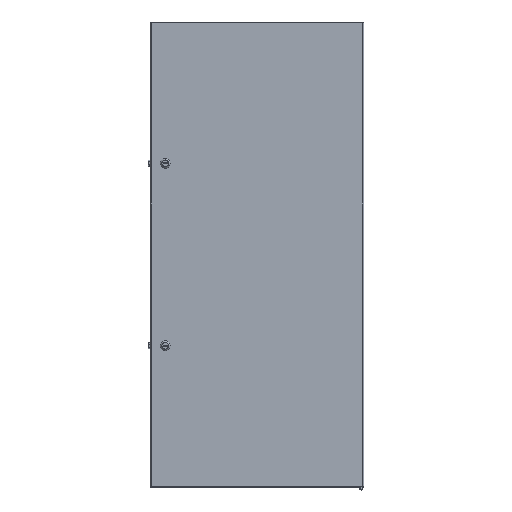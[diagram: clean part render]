
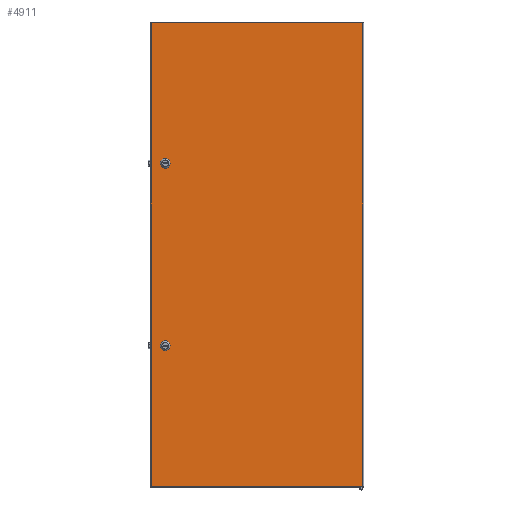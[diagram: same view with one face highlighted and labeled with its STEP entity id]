
A CAD part, top view. The second image highlights one B-rep face of the part: STEP entity #4911.
In plain terms, the highlighted planar face has unit normal (0, 0, 1).
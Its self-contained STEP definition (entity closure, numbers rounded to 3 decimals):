
#175 = CARTESIAN_POINT ( 'NONE',  ( -212.407, -222.68, 9.598 ) ) ;
#260 = ORIENTED_EDGE ( 'NONE', *, *, #4729, .T. ) ;
#461 = DIRECTION ( 'NONE',  ( 1., 0., 0. ) ) ;
#595 = CARTESIAN_POINT ( 'NONE',  ( -228.407, -212.433, 9.598 ) ) ;
#649 = DIRECTION ( 'NONE',  ( 1., 0., 0. ) ) ;
#694 = EDGE_LOOP ( 'NONE', ( #4516, #3989, #2414, #3218 ) ) ;
#715 = VECTOR ( 'NONE', #4764, 1000. ) ;
#780 = FACE_BOUND ( 'NONE', #6952, .T. ) ;
#804 = DIRECTION ( 'NONE',  ( 0., 1., 0. ) ) ;
#914 = DIRECTION ( 'NONE',  ( 1., 0., 0. ) ) ;
#1004 = CARTESIAN_POINT ( 'NONE',  ( -220.407, -217.556, 9.598 ) ) ;
#1191 = EDGE_CURVE ( 'NONE', #5425, #4545, #4808, .T. ) ;
#1359 = CARTESIAN_POINT ( 'NONE',  ( -2.407, -1.056, 9.598 ) ) ;
#1409 = ORIENTED_EDGE ( 'NONE', *, *, #5335, .F. ) ;
#1411 = VERTEX_POINT ( 'NONE', #2499 ) ;
#1547 = AXIS2_PLACEMENT_3D ( 'NONE', #1359, #7682, #4112 ) ;
#1601 = LINE ( 'NONE', #4351, #6123 ) ;
#1623 = VERTEX_POINT ( 'NONE', #3527 ) ;
#1741 = VECTOR ( 'NONE', #649, 1000. ) ;
#1821 = VERTEX_POINT ( 'NONE', #7184 ) ;
#1837 = CARTESIAN_POINT ( 'NONE',  ( -212.407, -222.68, 9.598 ) ) ;
#1876 = ORIENTED_EDGE ( 'NONE', *, *, #7360, .F. ) ;
#1883 = VERTEX_POINT ( 'NONE', #8103 ) ;
#1901 = VECTOR ( 'NONE', #8807, 1000. ) ;
#1983 = VECTOR ( 'NONE', #3734, 1000. ) ;
#2010 = ORIENTED_EDGE ( 'NONE', *, *, #5623, .T. ) ;
#2049 = CARTESIAN_POINT ( 'NONE',  ( 248.593, -551.844, 9.598 ) ) ;
#2223 = PLANE ( 'NONE',  #1547 ) ;
#2307 = CIRCLE ( 'NONE', #8151, 9.5 ) ;
#2369 = CARTESIAN_POINT ( 'NONE',  ( -253.407, 548.944, 9.598 ) ) ;
#2414 = ORIENTED_EDGE ( 'NONE', *, *, #3779, .T. ) ;
#2480 = VERTEX_POINT ( 'NONE', #3017 ) ;
#2499 = CARTESIAN_POINT ( 'NONE',  ( 248.593, 548.944, 9.598 ) ) ;
#2678 = EDGE_CURVE ( 'NONE', #1411, #7545, #6103, .T. ) ;
#2742 = VERTEX_POINT ( 'NONE', #595 ) ;
#2829 = EDGE_CURVE ( 'NONE', #6423, #1821, #2307, .T. ) ;
#2917 = CARTESIAN_POINT ( 'NONE',  ( 248.593, -551.056, 9.598 ) ) ;
#2978 = LINE ( 'NONE', #6940, #8430 ) ;
#3017 = CARTESIAN_POINT ( 'NONE',  ( -228.407, 210.32, 9.598 ) ) ;
#3030 = CIRCLE ( 'NONE', #7564, 9.5 ) ;
#3099 = DIRECTION ( 'NONE',  ( 0., 1., 0. ) ) ;
#3150 = CARTESIAN_POINT ( 'NONE',  ( -220.407, 215.444, 9.598 ) ) ;
#3218 = ORIENTED_EDGE ( 'NONE', *, *, #2678, .T. ) ;
#3332 = DIRECTION ( 'NONE',  ( 0., 1., 0. ) ) ;
#3383 = EDGE_CURVE ( 'NONE', #7678, #6423, #5677, .T. ) ;
#3461 = CARTESIAN_POINT ( 'NONE',  ( -253.407, 549.732, 9.598 ) ) ;
#3527 = CARTESIAN_POINT ( 'NONE',  ( -212.407, 220.567, 9.598 ) ) ;
#3533 = FACE_BOUND ( 'NONE', #3684, .T. ) ;
#3684 = EDGE_LOOP ( 'NONE', ( #4264, #4696, #260, #2010 ) ) ;
#3695 = LINE ( 'NONE', #8370, #8625 ) ;
#3727 = VECTOR ( 'NONE', #3332, 1000. ) ;
#3734 = DIRECTION ( 'NONE',  ( 0., -1., 0. ) ) ;
#3779 = EDGE_CURVE ( 'NONE', #4545, #1411, #3958, .T. ) ;
#3786 = DIRECTION ( 'NONE',  ( 0., 0., -1. ) ) ;
#3958 = LINE ( 'NONE', #2049, #3727 ) ;
#3989 = ORIENTED_EDGE ( 'NONE', *, *, #1191, .T. ) ;
#4084 = LINE ( 'NONE', #3461, #1901 ) ;
#4112 = DIRECTION ( 'NONE',  ( 1., 0., 0. ) ) ;
#4264 = ORIENTED_EDGE ( 'NONE', *, *, #3383, .T. ) ;
#4266 = DIRECTION ( 'NONE',  ( 0., -1., 0. ) ) ;
#4351 = CARTESIAN_POINT ( 'NONE',  ( -228.407, -222.68, 9.598 ) ) ;
#4398 = CARTESIAN_POINT ( 'NONE',  ( -220.407, -217.556, 9.598 ) ) ;
#4448 = DIRECTION ( 'NONE',  ( 1., 0., 0. ) ) ;
#4516 = ORIENTED_EDGE ( 'NONE', *, *, #6879, .T. ) ;
#4545 = VERTEX_POINT ( 'NONE', #2917 ) ;
#4629 = DIRECTION ( 'NONE',  ( 0., 0., 1. ) ) ;
#4696 = ORIENTED_EDGE ( 'NONE', *, *, #2829, .T. ) ;
#4707 = CIRCLE ( 'NONE', #7289, 9.5 ) ;
#4729 = EDGE_CURVE ( 'NONE', #1821, #2742, #1601, .T. ) ;
#4764 = DIRECTION ( 'NONE',  ( -1., 0., 0. ) ) ;
#4808 = LINE ( 'NONE', #6110, #1741 ) ;
#4911 = ADVANCED_FACE ( 'NONE', ( #780, #4946, #3533 ), #2223, .T. ) ;
#4946 = FACE_OUTER_BOUND ( 'NONE', #694, .T. ) ;
#5107 = DIRECTION ( 'NONE',  ( 0., 0., 1. ) ) ;
#5178 = CARTESIAN_POINT ( 'NONE',  ( -212.407, -212.433, 9.598 ) ) ;
#5335 = EDGE_CURVE ( 'NONE', #6777, #1623, #2978, .T. ) ;
#5425 = VERTEX_POINT ( 'NONE', #5952 ) ;
#5444 = EDGE_CURVE ( 'NONE', #2480, #6777, #3030, .T. ) ;
#5623 = EDGE_CURVE ( 'NONE', #2742, #7678, #4707, .T. ) ;
#5677 = LINE ( 'NONE', #175, #1983 ) ;
#5920 = AXIS2_PLACEMENT_3D ( 'NONE', #7945, #4629, #461 ) ;
#5952 = CARTESIAN_POINT ( 'NONE',  ( -253.407, -551.056, 9.598 ) ) ;
#6103 = LINE ( 'NONE', #8833, #715 ) ;
#6110 = CARTESIAN_POINT ( 'NONE',  ( -254.195, -551.056, 9.598 ) ) ;
#6123 = VECTOR ( 'NONE', #3099, 1000. ) ;
#6423 = VERTEX_POINT ( 'NONE', #1837 ) ;
#6777 = VERTEX_POINT ( 'NONE', #8011 ) ;
#6879 = EDGE_CURVE ( 'NONE', #7545, #5425, #4084, .T. ) ;
#6940 = CARTESIAN_POINT ( 'NONE',  ( -212.407, 220.567, 9.598 ) ) ;
#6952 = EDGE_LOOP ( 'NONE', ( #7279, #1409, #8251, #1876 ) ) ;
#7102 = DIRECTION ( 'NONE',  ( 0., 0., -1. ) ) ;
#7120 = DIRECTION ( 'NONE',  ( 1., 0., 0. ) ) ;
#7184 = CARTESIAN_POINT ( 'NONE',  ( -228.407, -222.68, 9.598 ) ) ;
#7279 = ORIENTED_EDGE ( 'NONE', *, *, #8728, .F. ) ;
#7289 = AXIS2_PLACEMENT_3D ( 'NONE', #4398, #3786, #7120 ) ;
#7360 = EDGE_CURVE ( 'NONE', #1883, #2480, #3695, .T. ) ;
#7545 = VERTEX_POINT ( 'NONE', #2369 ) ;
#7564 = AXIS2_PLACEMENT_3D ( 'NONE', #3150, #5107, #4448 ) ;
#7678 = VERTEX_POINT ( 'NONE', #5178 ) ;
#7682 = DIRECTION ( 'NONE',  ( 0., 0., 1. ) ) ;
#7945 = CARTESIAN_POINT ( 'NONE',  ( -220.407, 215.444, 9.598 ) ) ;
#8011 = CARTESIAN_POINT ( 'NONE',  ( -212.407, 210.32, 9.598 ) ) ;
#8103 = CARTESIAN_POINT ( 'NONE',  ( -228.407, 220.567, 9.598 ) ) ;
#8151 = AXIS2_PLACEMENT_3D ( 'NONE', #1004, #7102, #914 ) ;
#8207 = CIRCLE ( 'NONE', #5920, 9.5 ) ;
#8251 = ORIENTED_EDGE ( 'NONE', *, *, #5444, .F. ) ;
#8370 = CARTESIAN_POINT ( 'NONE',  ( -228.407, 220.567, 9.598 ) ) ;
#8430 = VECTOR ( 'NONE', #804, 1000. ) ;
#8625 = VECTOR ( 'NONE', #4266, 1000. ) ;
#8728 = EDGE_CURVE ( 'NONE', #1623, #1883, #8207, .T. ) ;
#8807 = DIRECTION ( 'NONE',  ( 0., -1., 0. ) ) ;
#8833 = CARTESIAN_POINT ( 'NONE',  ( 249.38, 548.944, 9.598 ) ) ;
